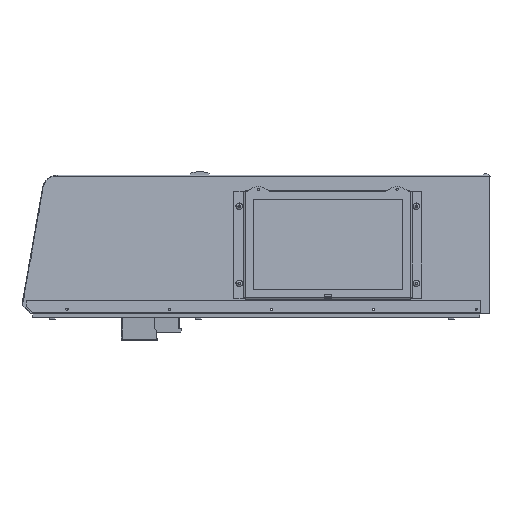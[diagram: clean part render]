
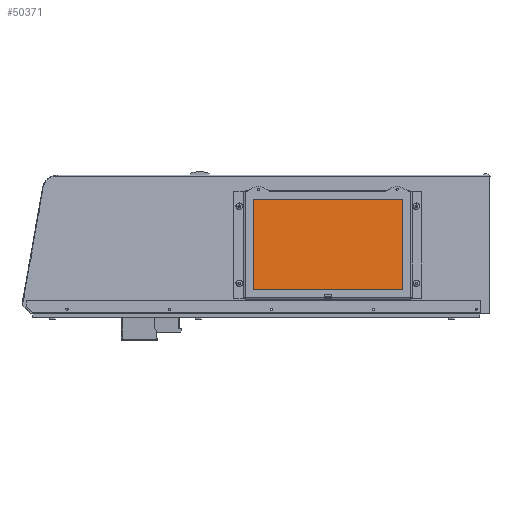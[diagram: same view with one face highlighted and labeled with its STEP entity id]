
A CAD part, left-side view. The second image highlights one B-rep face of the part: STEP entity #50371.
In plain terms, the highlighted planar face has unit normal (-0.996, 0, 0.087).
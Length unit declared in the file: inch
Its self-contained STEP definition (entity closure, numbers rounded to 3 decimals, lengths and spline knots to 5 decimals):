
#2314 = DIRECTION ( 'NONE',  ( 0., 1., 0. ) ) ;
#7575 = VECTOR ( 'NONE', #28801, 39.37008 ) ;
#7599 = VECTOR ( 'NONE', #25731, 39.37008 ) ;
#7707 = CARTESIAN_POINT ( 'NONE',  ( -5.47894, 5.99, 3.21179 ) ) ;
#9248 = CARTESIAN_POINT ( 'NONE',  ( -6.02802, 16.29, -3.06424 ) ) ;
#12383 = CARTESIAN_POINT ( 'NONE',  ( -6.02802, 5.99, -3.06424 ) ) ;
#12656 = VERTEX_POINT ( 'NONE', #38144 ) ;
#15116 = ORIENTED_EDGE ( 'NONE', *, *, #38896, .T. ) ;
#18819 = LINE ( 'NONE', #12383, #23438 ) ;
#23061 = PLANE ( 'NONE',  #61464 ) ;
#23438 = VECTOR ( 'NONE', #61534, 39.37008 ) ;
#25731 = DIRECTION ( 'NONE',  ( 0., -1., 0. ) ) ;
#28801 = DIRECTION ( 'NONE',  ( -0.087, 0., -0.996 ) ) ;
#29143 = FACE_OUTER_BOUND ( 'NONE', #66197, .T. ) ;
#33402 = VERTEX_POINT ( 'NONE', #37497 ) ;
#34567 = CARTESIAN_POINT ( 'NONE',  ( -6.02802, 5.99, -3.06424 ) ) ;
#37497 = CARTESIAN_POINT ( 'NONE',  ( -5.47894, 5.99, 3.21179 ) ) ;
#38144 = CARTESIAN_POINT ( 'NONE',  ( -6.02802, 16.29, -3.06424 ) ) ;
#38896 = EDGE_CURVE ( 'NONE', #12656, #66258, #63093, .T. ) ;
#40280 = CARTESIAN_POINT ( 'NONE',  ( -6.55619, 11.14, -9.10118 ) ) ;
#41878 = VERTEX_POINT ( 'NONE', #43968 ) ;
#43968 = CARTESIAN_POINT ( 'NONE',  ( -5.47894, 16.29, 3.21179 ) ) ;
#46020 = LINE ( 'NONE', #66506, #7575 ) ;
#48795 = EDGE_CURVE ( 'NONE', #66258, #33402, #18819, .T. ) ;
#50371 = ADVANCED_FACE ( 'NONE', ( #29143 ), #23061, .T. ) ;
#50439 = EDGE_CURVE ( 'NONE', #41878, #12656, #46020, .T. ) ;
#56085 = DIRECTION ( 'NONE',  ( -0.996, 0., 0.087 ) ) ;
#56785 = DIRECTION ( 'NONE',  ( 0.087, 0., 0.996 ) ) ;
#57546 = VECTOR ( 'NONE', #2314, 39.37008 ) ;
#58357 = ORIENTED_EDGE ( 'NONE', *, *, #50439, .T. ) ;
#60099 = ORIENTED_EDGE ( 'NONE', *, *, #62220, .T. ) ;
#61464 = AXIS2_PLACEMENT_3D ( 'NONE', #40280, #56085, #56785 ) ;
#61534 = DIRECTION ( 'NONE',  ( 0.087, 0., 0.996 ) ) ;
#62220 = EDGE_CURVE ( 'NONE', #33402, #41878, #63668, .T. ) ;
#63093 = LINE ( 'NONE', #9248, #7599 ) ;
#63668 = LINE ( 'NONE', #7707, #57546 ) ;
#64876 = ORIENTED_EDGE ( 'NONE', *, *, #48795, .T. ) ;
#66197 = EDGE_LOOP ( 'NONE', ( #58357, #15116, #64876, #60099 ) ) ;
#66258 = VERTEX_POINT ( 'NONE', #34567 ) ;
#66506 = CARTESIAN_POINT ( 'NONE',  ( -5.47894, 16.29, 3.21179 ) ) ;
